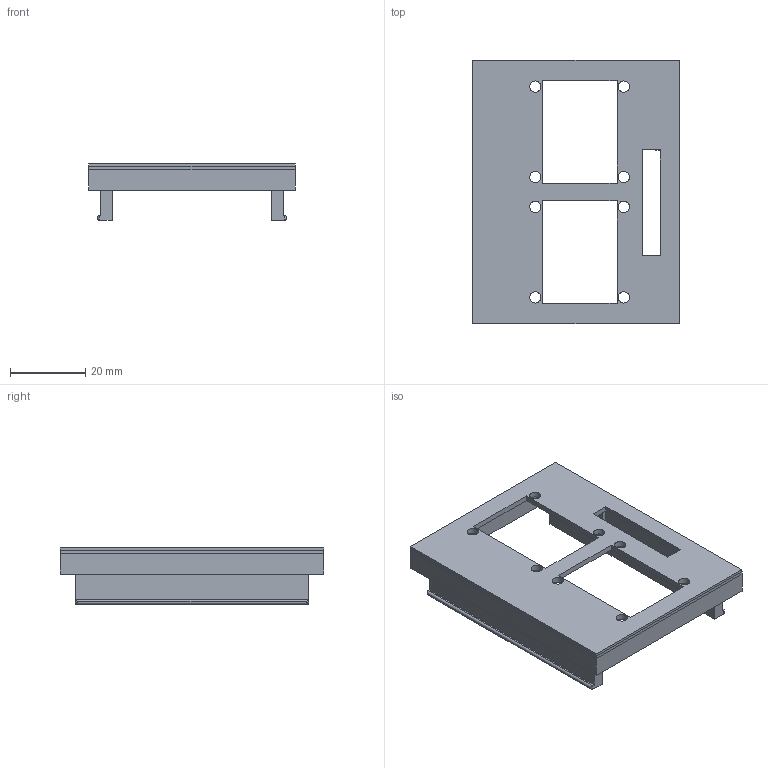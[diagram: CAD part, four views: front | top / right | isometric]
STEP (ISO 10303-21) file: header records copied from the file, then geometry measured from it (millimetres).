
FILE_DESCRIPTION(/* description */ (''),/* implementation_level */ '2;1');
FILE_NAME(/* name */ 'Long Clip Top V1.step',/* time_stamp */ '2024-08-24T12:27:38-07:00',/* author */ (''),/* organization */ (''),/* preprocessor_version */ 'ST-DEVELOPER v20',/* originating_system */ 'Autodesk Translation Framework v13.14.0.145',/* authorisation */ '');
FILE_SCHEMA (('AUTOMOTIVE_DESIGN { 1 0 10303 214 3 1 1 }'));
Length unit declared in the file: millimetre
Products named in the file (1): Water Testing Box
Bounding box: 54.82 x 69.9 x 15 mm (x, y, z)
Volume: 13131.7 mm3; surface area: 15160.3 mm2
Topology: 3 solids, 3 shells, 95 faces, 257 edges, 168 vertices
Faces by surface type: plane 79, cylinder 16
Full cylindrical faces by diameter (mm): 3 x8
Entity records: 3020 total; most frequent: CARTESIAN_POINT 521, ORIENTED_EDGE 514, DIRECTION 473, EDGE_CURVE 257, LINE 233, VECTOR 233, VERTEX_POINT 168, AXIS2_PLACEMENT_3D 120
